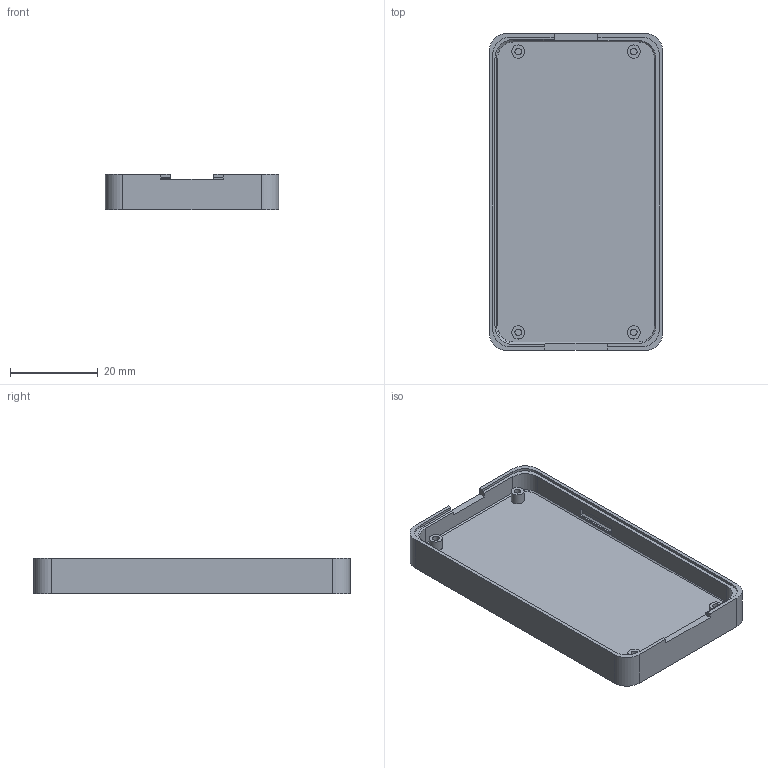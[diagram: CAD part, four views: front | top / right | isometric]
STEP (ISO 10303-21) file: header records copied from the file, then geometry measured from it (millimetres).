
FILE_DESCRIPTION(('FreeCAD Model'),'2;1');
FILE_NAME('Open CASCADE Shape Model','2024-05-26T15:50:19',(''),(''), 'Open CASCADE STEP processor 7.7','Ondsel','Unknown');
FILE_SCHEMA(('AUTOMOTIVE_DESIGN { 1 0 10303 214 1 1 1 1 }'));
Length unit declared in the file: millimetre
Products named in the file (1): BottomCase
Bounding box: 39.54 x 72.19 x 8 mm (x, y, z)
Volume: 9110.1 mm3; surface area: 8635.5 mm2
Topology: 1 solids, 1 shells, 112 faces, 253 edges, 162 vertices
Faces by surface type: plane 78, cylinder 28, cone 6
Full cylindrical faces by diameter (mm): 1.5 x8, 2.2 x4, 3 x4
Entity records: 3121 total; most frequent: DIRECTION 541, CARTESIAN_POINT 528, ORIENTED_EDGE 506, EDGE_CURVE 253, LINE 191, VECTOR 191, AXIS2_PLACEMENT_3D 175, VERTEX_POINT 162
